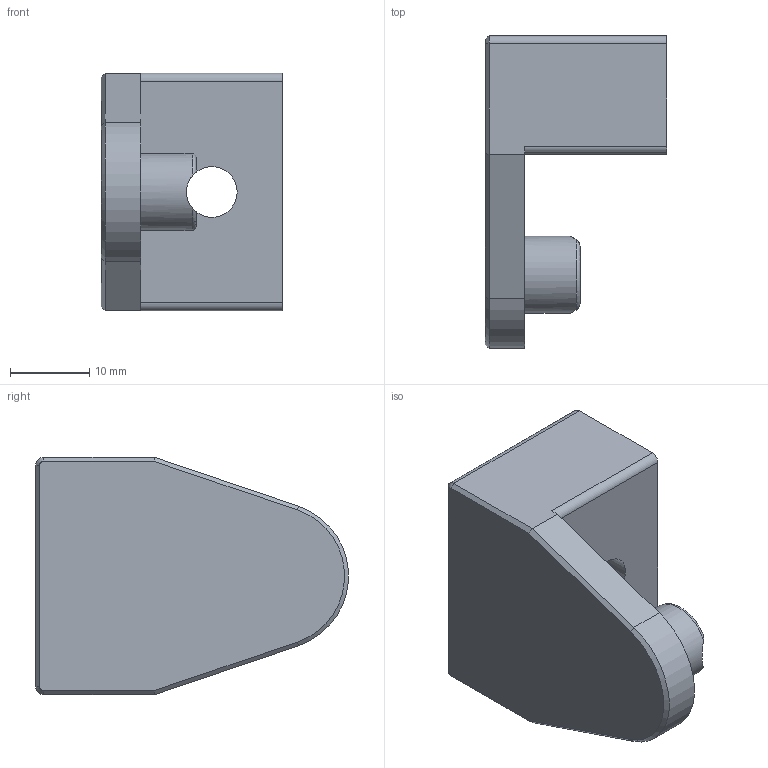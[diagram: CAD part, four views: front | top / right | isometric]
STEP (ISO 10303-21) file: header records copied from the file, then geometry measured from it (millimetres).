
FILE_DESCRIPTION(/* description */ (''),/* implementation_level */ '2;1');
FILE_NAME(/* name */ 'Jig_Dowel_Pins.step',/* time_stamp */ '2021-08-05T09:20:51-05:00',/* author */ (''),/* organization */ (''),/* preprocessor_version */ 'ST-DEVELOPER v18.1',/* originating_system */ 'Autodesk Translation Framework v10.9.0.1377',/* authorisation */ '');
FILE_SCHEMA (('AUTOMOTIVE_DESIGN { 1 0 10303 214 3 1 1 }'));
Length unit declared in the file: millimetre
Products named in the file (1): Jig_Dowel_Pins
Bounding box: 22.98 x 39.49 x 30 mm (x, y, z)
Volume: 12873.4 mm3; surface area: 4519.4 mm2
Topology: 1 solids, 1 shells, 30 faces, 72 edges, 45 vertices
Faces by surface type: plane 16, cylinder 8, cone 4, torus 2
Full cylindrical faces by diameter (mm): 6.4 x1, 9.75 x1
Entity records: 950 total; most frequent: CARTESIAN_POINT 203, DIRECTION 148, ORIENTED_EDGE 144, EDGE_CURVE 72, AXIS2_PLACEMENT_3D 52, VERTEX_POINT 45, LINE 44, VECTOR 44
